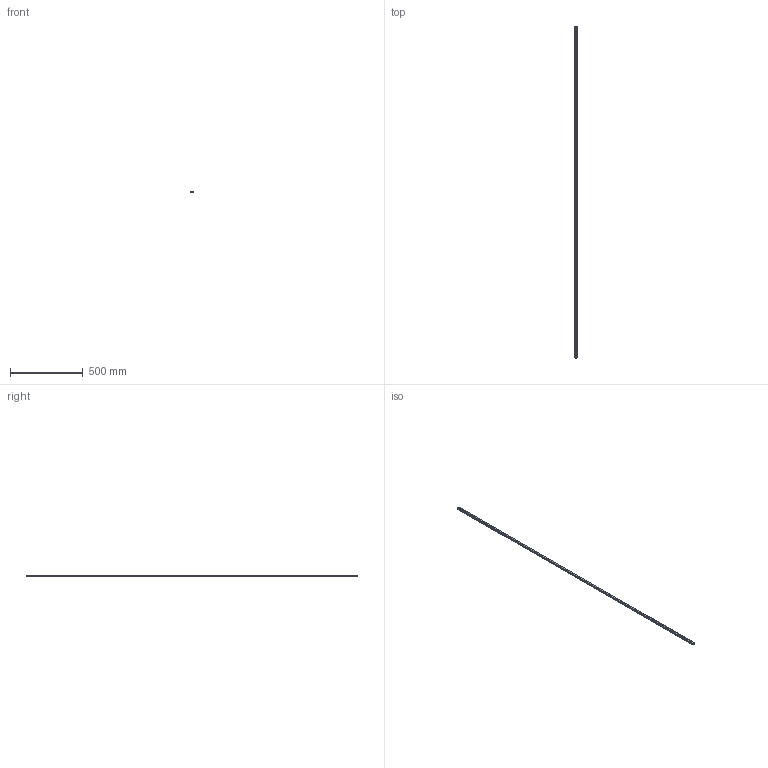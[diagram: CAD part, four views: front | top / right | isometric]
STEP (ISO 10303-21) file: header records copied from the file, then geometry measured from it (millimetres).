
FILE_DESCRIPTION(('STEP AP214'),'1');
FILE_NAME('cctmp_CE647A9D-7FDD-4BD6-8BC9-146B57FB69B6_2021_02_03_11_35_35_0373..stp','2021-02-03T10:35:35',('HIWIN GmbH'),('CADClick - www.CADClick.com'),'Spatial InterOp 3D',' ','unknown authorization');
FILE_SCHEMA(('AUTOMOTIVE_DESIGN'));
Length unit declared in the file: millimetre
Products named in the file (1): EGR15U2280C_FILE
Bounding box: 15 x 2280 x 12.5 mm (x, y, z)
Volume: 363206.1 mm3; surface area: 138917.9 mm2
Topology: 1 solids, 1 shells, 483 faces, 1203 edges, 802 vertices
Faces by surface type: cylinder 246, plane 237
Entity records: 18589 total; most frequent: DIRECTION 2815, CARTESIAN_POINT 2489, ORIENTED_EDGE 2406, EDGE_CURVE 1203, AXIS2_PLACEMENT_3D 1128, VERTEX_POINT 802, EDGE_LOOP 563, LINE 559
